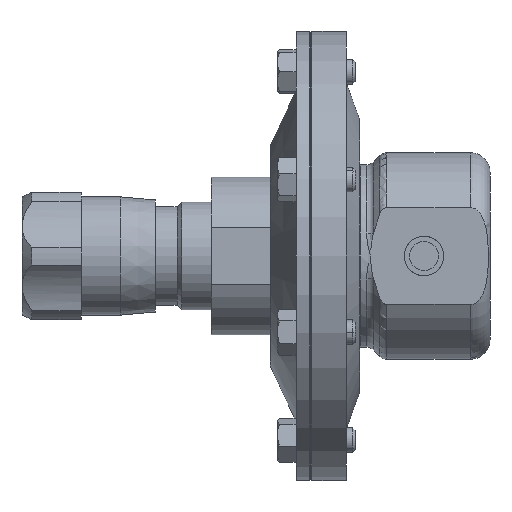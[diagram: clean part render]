
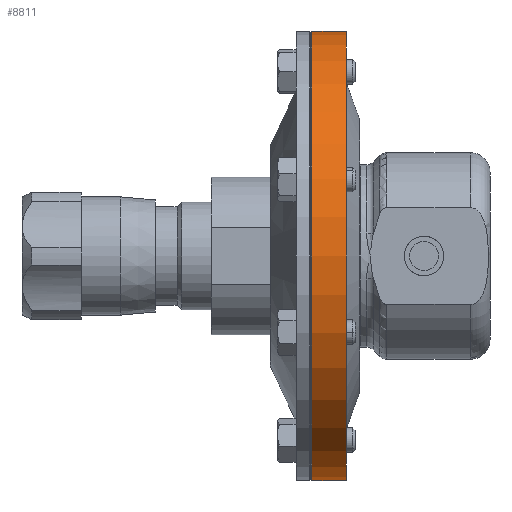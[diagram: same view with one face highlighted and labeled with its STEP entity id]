
A CAD part, left-side view. The second image highlights one B-rep face of the part: STEP entity #8811.
In plain terms, the highlighted cylindrical face has radius 72.39 mm (diameter 144.78 mm), a partial arc.
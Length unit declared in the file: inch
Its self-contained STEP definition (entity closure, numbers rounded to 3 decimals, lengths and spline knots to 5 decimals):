
#142 = EDGE_LOOP ( 'NONE', ( #629, #4168, #8202, #551 ) ) ;
#551 = ORIENTED_EDGE ( 'NONE', *, *, #3849, .T. ) ;
#629 = ORIENTED_EDGE ( 'NONE', *, *, #9264, .F. ) ;
#801 = FACE_OUTER_BOUND ( 'NONE', #142, .T. ) ;
#1071 = AXIS2_PLACEMENT_3D ( 'NONE', #6830, #8357, #5336 ) ;
#1089 = LINE ( 'NONE', #9538, #2128 ) ;
#1193 = VECTOR ( 'NONE', #8498, 39.37008 ) ;
#1395 = VERTEX_POINT ( 'NONE', #2380 ) ;
#2128 = VECTOR ( 'NONE', #7312, 39.37008 ) ;
#2218 = CIRCLE ( 'NONE', #4621, 2.85 ) ;
#2380 = CARTESIAN_POINT ( 'NONE',  ( 0., 0.9835, -2.85 ) ) ;
#2738 = DIRECTION ( 'NONE',  ( 0., 1., 0. ) ) ;
#3110 = EDGE_CURVE ( 'NONE', #9201, #3989, #7770, .T. ) ;
#3177 = LINE ( 'NONE', #9188, #1193 ) ;
#3429 = VERTEX_POINT ( 'NONE', #5823 ) ;
#3447 = CARTESIAN_POINT ( 'NONE',  ( 0., 0.9835, 0. ) ) ;
#3849 = EDGE_CURVE ( 'NONE', #1395, #3429, #2218, .T. ) ;
#3989 = VERTEX_POINT ( 'NONE', #8239 ) ;
#4168 = ORIENTED_EDGE ( 'NONE', *, *, #3110, .T. ) ;
#4621 = AXIS2_PLACEMENT_3D ( 'NONE', #3447, #2738, #4968 ) ;
#4752 = DIRECTION ( 'NONE',  ( 0., -1., 0. ) ) ;
#4968 = DIRECTION ( 'NONE',  ( 0., 0., 1. ) ) ;
#5336 = DIRECTION ( 'NONE',  ( 0., 0., -1. ) ) ;
#5823 = CARTESIAN_POINT ( 'NONE',  ( 0., 0.9835, 2.85 ) ) ;
#6830 = CARTESIAN_POINT ( 'NONE',  ( 0., 1.4235, 0. ) ) ;
#6950 = CARTESIAN_POINT ( 'NONE',  ( 0., 1.4235, 2.85 ) ) ;
#7039 = DIRECTION ( 'NONE',  ( 0., 0., -1. ) ) ;
#7312 = DIRECTION ( 'NONE',  ( 0., -1., 0. ) ) ;
#7770 = CIRCLE ( 'NONE', #1071, 2.85 ) ;
#8015 = AXIS2_PLACEMENT_3D ( 'NONE', #8513, #4752, #7039 ) ;
#8202 = ORIENTED_EDGE ( 'NONE', *, *, #9712, .T. ) ;
#8239 = CARTESIAN_POINT ( 'NONE',  ( 0., 1.4235, -2.85 ) ) ;
#8357 = DIRECTION ( 'NONE',  ( 0., -1., 0. ) ) ;
#8498 = DIRECTION ( 'NONE',  ( 0., -1., 0. ) ) ;
#8513 = CARTESIAN_POINT ( 'NONE',  ( 0., 0.0333, 0. ) ) ;
#8811 = ADVANCED_FACE ( 'NONE', ( #801 ), #9207, .T. ) ;
#9188 = CARTESIAN_POINT ( 'NONE',  ( 0., 0.0333, 2.85 ) ) ;
#9201 = VERTEX_POINT ( 'NONE', #6950 ) ;
#9207 = CYLINDRICAL_SURFACE ( 'NONE', #8015, 2.85 ) ;
#9264 = EDGE_CURVE ( 'NONE', #9201, #3429, #3177, .T. ) ;
#9538 = CARTESIAN_POINT ( 'NONE',  ( 0., 0.0333, -2.85 ) ) ;
#9712 = EDGE_CURVE ( 'NONE', #3989, #1395, #1089, .T. ) ;
